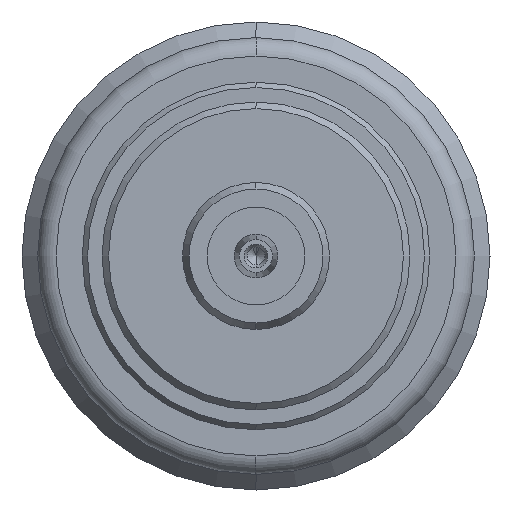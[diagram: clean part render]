
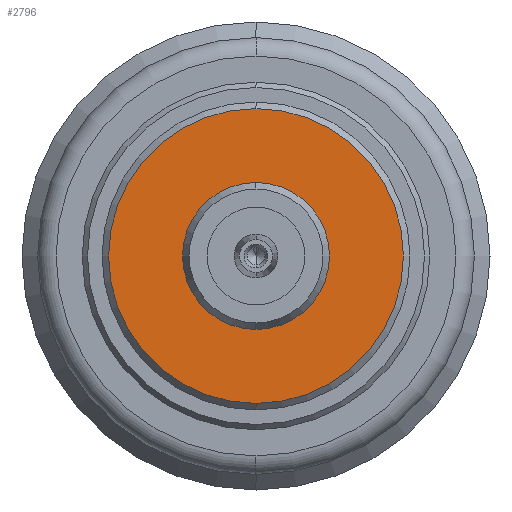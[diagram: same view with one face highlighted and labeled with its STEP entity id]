
A CAD part, left-side view. The second image highlights one B-rep face of the part: STEP entity #2796.
In plain terms, the highlighted planar face has unit normal (-1, 0, 0).
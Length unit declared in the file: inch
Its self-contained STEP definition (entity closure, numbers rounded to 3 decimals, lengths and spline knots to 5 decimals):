
#15 = VERTEX_POINT ( 'NONE', #1099 ) ;
#35 = VERTEX_POINT ( 'NONE', #1119 ) ;
#51 = VERTEX_POINT ( 'NONE', #1135 ) ;
#70 = VERTEX_POINT ( 'NONE', #1154 ) ;
#90 = ORIENTED_EDGE ( 'NONE', *, *, #2602, .T. ) ;
#132 = ORIENTED_EDGE ( 'NONE', *, *, #2599, .F. ) ;
#135 = ORIENTED_EDGE ( 'NONE', *, *, #2737, .T. ) ;
#164 = ORIENTED_EDGE ( 'NONE', *, *, #2738, .F. ) ;
#460 = CIRCLE ( 'NONE', #2949, 0.0895 ) ;
#465 = CIRCLE ( 'NONE', #2950, 0.17952 ) ;
#661 = CIRCLE ( 'NONE', #3030, 0.17952 ) ;
#662 = CIRCLE ( 'NONE', #3031, 0.0895 ) ;
#694 = FACE_BOUND ( 'NONE', #869, .T. ) ;
#696 = FACE_OUTER_BOUND ( 'NONE', #859, .T. ) ;
#859 = EDGE_LOOP ( 'NONE', ( #135, #90 ) ) ;
#869 = EDGE_LOOP ( 'NONE', ( #132, #164 ) ) ;
#1099 = CARTESIAN_POINT ( 'NONE',  ( -0.38283, 0., 0.17952 ) ) ;
#1119 = CARTESIAN_POINT ( 'NONE',  ( -0.38283, 0., 0.0895 ) ) ;
#1135 = CARTESIAN_POINT ( 'NONE',  ( -0.38283, 0., -0.17952 ) ) ;
#1154 = CARTESIAN_POINT ( 'NONE',  ( -0.38283, 0., -0.0895 ) ) ;
#1946 = CARTESIAN_POINT ( 'NONE',  ( -0.38283, 0., 0. ) ) ;
#1947 = DIRECTION ( 'NONE',  ( -1., 0., 0. ) ) ;
#1948 = DIRECTION ( 'NONE',  ( 0., 0., 1. ) ) ;
#1953 = CARTESIAN_POINT ( 'NONE',  ( -0.38283, 0., 0. ) ) ;
#1954 = DIRECTION ( 'NONE',  ( -1., 0., 0. ) ) ;
#1955 = DIRECTION ( 'NONE',  ( 0., 0., 1. ) ) ;
#1999 = DIRECTION ( 'NONE',  ( -1., 0., 0. ) ) ;
#2001 = CARTESIAN_POINT ( 'NONE',  ( -0.38283, 0., 0. ) ) ;
#2003 = PLANE ( 'NONE',  #3060 ) ;
#2006 = DIRECTION ( 'NONE',  ( 0., 0., 1. ) ) ;
#2280 = DIRECTION ( 'NONE',  ( 0., 0., 1. ) ) ;
#2281 = DIRECTION ( 'NONE',  ( -1., 0., 0. ) ) ;
#2282 = CARTESIAN_POINT ( 'NONE',  ( -0.38283, 0., 0. ) ) ;
#2283 = DIRECTION ( 'NONE',  ( 0., 0., 1. ) ) ;
#2284 = DIRECTION ( 'NONE',  ( -1., 0., 0. ) ) ;
#2285 = CARTESIAN_POINT ( 'NONE',  ( -0.38283, 0., 0. ) ) ;
#2599 = EDGE_CURVE ( 'NONE', #35, #70, #460, .T. ) ;
#2602 = EDGE_CURVE ( 'NONE', #15, #51, #465, .T. ) ;
#2737 = EDGE_CURVE ( 'NONE', #51, #15, #661, .T. ) ;
#2738 = EDGE_CURVE ( 'NONE', #70, #35, #662, .T. ) ;
#2796 = ADVANCED_FACE ( 'NONE', ( #696, #694 ), #2003, .T. ) ;
#2949 = AXIS2_PLACEMENT_3D ( 'NONE', #1946, #1947, #1948 ) ;
#2950 = AXIS2_PLACEMENT_3D ( 'NONE', #1953, #1954, #1955 ) ;
#3030 = AXIS2_PLACEMENT_3D ( 'NONE', #2285, #2284, #2283 ) ;
#3031 = AXIS2_PLACEMENT_3D ( 'NONE', #2282, #2281, #2280 ) ;
#3060 = AXIS2_PLACEMENT_3D ( 'NONE', #2001, #1999, #2006 ) ;
